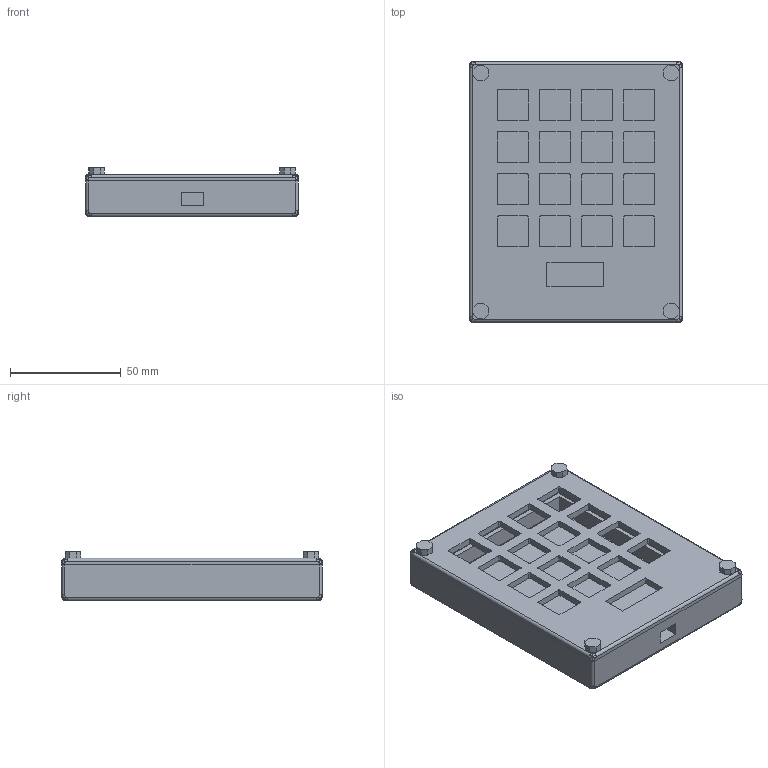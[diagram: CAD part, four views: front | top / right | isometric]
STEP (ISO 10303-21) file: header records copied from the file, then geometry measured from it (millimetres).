
FILE_DESCRIPTION(/* description */ (''),/* implementation_level */ '2;1');
FILE_NAME(/* name */ 'Buildpad Assembled.step',/* time_stamp */ '2024-10-23T00:13:57-05:00',/* author */ (''),/* organization */ (''),/* preprocessor_version */ 'ST-DEVELOPER v20',/* originating_system */ 'Autodesk Translation Framework v13.20.0.188',/* authorisation */ '');
FILE_SCHEMA (('AUTOMOTIVE_DESIGN { 1 0 10303 214 3 1 1 }'));
Length unit declared in the file: millimetre
Products named in the file (1): Hackpad Case
Bounding box: 96.2 x 117.63 x 22 mm (x, y, z)
Volume: 104706.2 mm3; surface area: 56136.4 mm2
Topology: 6 solids, 6 shells, 398 faces, 1124 edges, 744 vertices
Faces by surface type: cylinder 168, plane 158, bspline 72
Full cylindrical faces by diameter (mm): 2.9 x4, 3.5 x59
Entity records: 26856 total; most frequent: CARTESIAN_POINT 16847, ORIENTED_EDGE 2248, DIRECTION 1822, EDGE_CURVE 1124, VERTEX_POINT 744, AXIS2_PLACEMENT_3D 635, LINE 552, VECTOR 552
